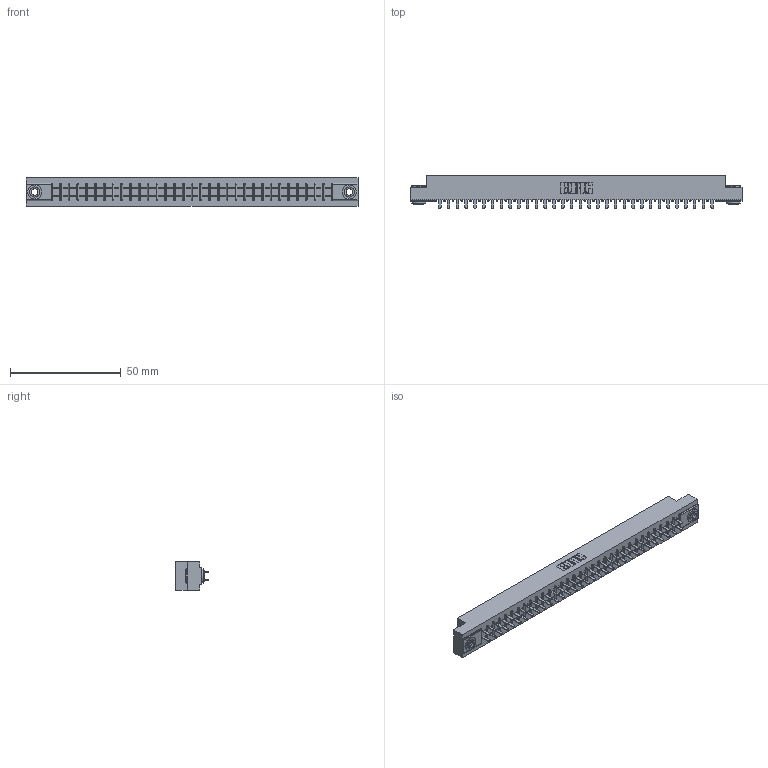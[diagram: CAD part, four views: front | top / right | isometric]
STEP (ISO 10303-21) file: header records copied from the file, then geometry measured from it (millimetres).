
FILE_DESCRIPTION (( 'STEP AP203' ), '1' );
FILE_NAME ('305-064-521-503.STEP', '2019-09-10T02:48:08', ( '' ), ( '' ), 'SwSTEP 2.0', 'SolidWorks 2016', '' );
FILE_SCHEMA (( 'CONFIG_CONTROL_DESIGN' ));
Length unit declared in the file: inch
Products named in the file (4): 305-064-521-503; 305 Part_.156 Dia; 305-290-001_521; 345-250-002_345-250-002-102
Assembly tree (67 placements, depth 2):
  305-064-521-503
    305 Part_.156 Dia
    305-290-001_521  x64
    345-250-002_345-250-002-102  x2
Bounding box: 149.81 x 14.86 x 12.7 mm (x, y, z)
Volume: 15067.4 mm3; surface area: 19597.3 mm2
Topology: 67 solids, 67 shells, 3112 faces, 8844 edges, 5720 vertices
Faces by surface type: plane 1820, cylinder 1156, sphere 128, cone 8
Entity records: 36810 total; most frequent: CARTESIAN_POINT 6071, ORIENTED_EDGE 6016, DIRECTION 5896, EDGE_CURVE 3008, LINE 2414, VECTOR 2414, VERTEX_POINT 1916, AXIS2_PLACEMENT_3D 1741
